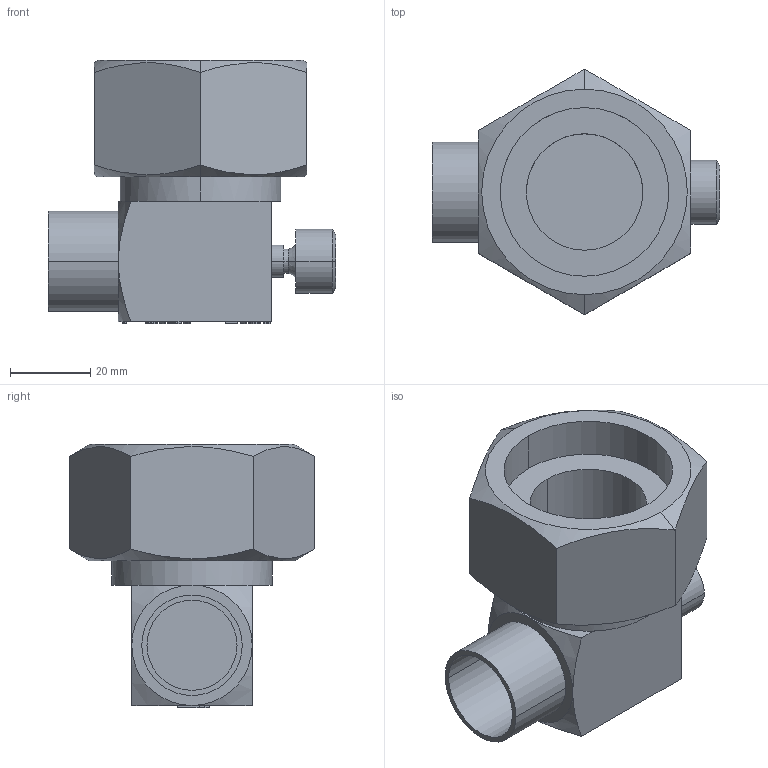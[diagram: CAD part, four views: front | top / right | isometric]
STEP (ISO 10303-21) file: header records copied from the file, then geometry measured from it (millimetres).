
FILE_DESCRIPTION((''),'2;1');
FILE_NAME('6804505A07','2023-04-04T10:46:47',('U375483'),('DANFOSS COMMERCIAL COMPRESSOR'),'CREO PARAMETRIC BY PTC INC, 2022124','CREO PARAMETRIC BY PTC INC, 2022124','');
FILE_SCHEMA(('CONFIG_CONTROL_DESIGN'));
Length unit declared in the file: millimetre
Products named in the file (1): 6804505A07
Bounding box: 71.65 x 61.2 x 65.5 mm (x, y, z)
Volume: 85171.5 mm3; surface area: 21959.6 mm2
Topology: 1 solids, 1 shells, 243 faces, 639 edges, 420 vertices
Faces by surface type: plane 215, cylinder 16, cone 12
Entity records: 7545 total; most frequent: CARTESIAN_POINT 1490, ORIENTED_EDGE 1278, DIRECTION 1155, EDGE_CURVE 639, VECTOR 569, LINE 569, VERTEX_POINT 420, AXIS2_PLACEMENT_3D 293
